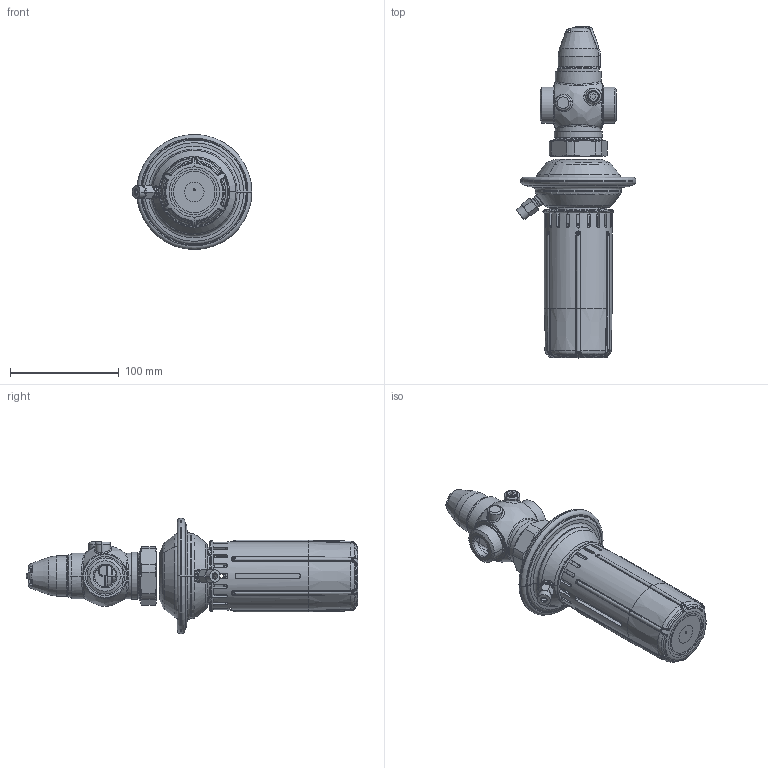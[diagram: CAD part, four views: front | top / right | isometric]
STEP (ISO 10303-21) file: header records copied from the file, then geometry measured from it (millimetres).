
FILE_DESCRIPTION((''),'2;1');
FILE_NAME('003H6396','2015-03-06T',('u317927'),('Danfoss'),'PRO/ENGINEER BY PARAMETRIC TECHNOLOGY CORPORATION, 2014000','PRO/ENGINEER BY PARAMETRIC TECHNOLOGY CORPORATION, 2014000','');
FILE_SCHEMA(('CONFIG_CONTROL_DESIGN'));
Products named in the file (1): 003H6396
Bounding box: 110.13 x 305.5 x 106 mm (x, y, z)
Volume: 301510.1 mm3; surface area: 186257.5 mm2
Topology: 5 solids, 5 shells, 2352 faces, 6163 edges, 3812 vertices
Faces by surface type: plane 696, bspline 626, cylinder 455, cone 309, torus 258, extrusion 6, sphere 2
Entity records: 122506 total; most frequent: CARTESIAN_POINT 70408, ORIENTED_EDGE 12310, DIRECTION 8982, EDGE_CURVE 6155, VERTEX_POINT 3811, AXIS2_PLACEMENT_3D 3637, B_SPLINE_CURVE_WITH_KNOTS 2542, EDGE_LOOP 2470
